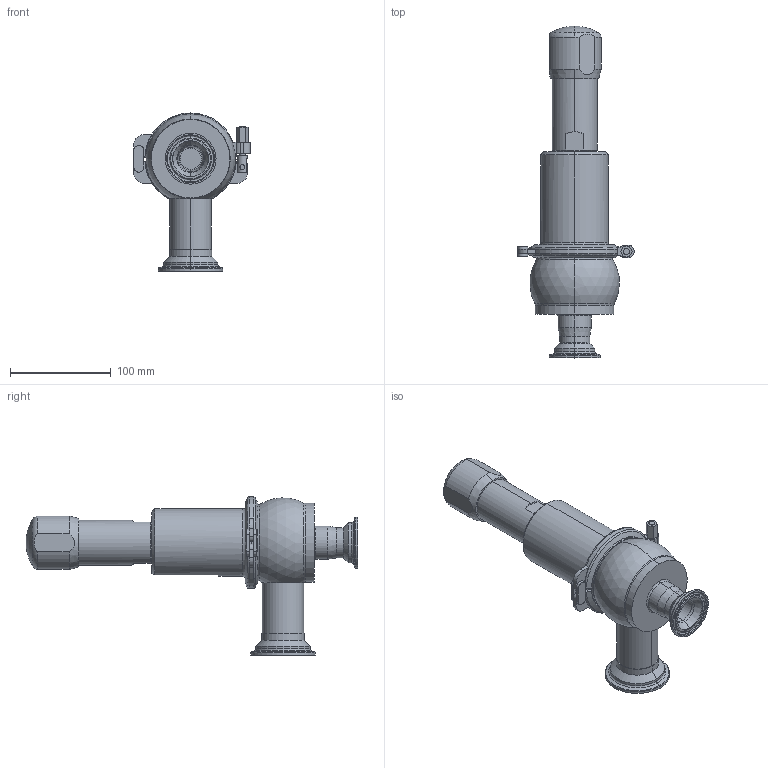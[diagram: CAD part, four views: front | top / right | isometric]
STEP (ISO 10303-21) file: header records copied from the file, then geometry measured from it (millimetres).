
FILE_DESCRIPTION((''),'2;1');
FILE_NAME('10000990070_G3D_000_ASM','2023-03-08T16:22:55',('SchmidtJ'),(''),'CREO PARAMETRIC BY PTC INC, 2020414','CREO PARAMETRIC BY PTC INC, 2020414','');
FILE_SCHEMA(('CONFIG_CONTROL_DESIGN'));
Length unit declared in the file: millimetre
Products named in the file (12): 10000613504_G3D_000; 10000512442_G3D_000; 10000538438_G3D_000; 10000613505_G3D_000; 10000595968_G3D_000; 10000613508_G3D_000; 10000613509_G3D_000; 10000613510_G3D_000; 10000613511_G3D_000; 10000613512_G3D_000; 10000613507_G3D_000_ASM; 10000990070_G3D_000_ASM
Assembly tree (12 placements, depth 3):
  10000990070_G3D_000_ASM
    10000613504_G3D_000
    10000512442_G3D_000
    10000538438_G3D_000
    10000613505_G3D_000
    10000595968_G3D_000
    10000613507_G3D_000_ASM
      10000613508_G3D_000
      10000613509_G3D_000
      10000613510_G3D_000  x2
      10000613511_G3D_000
      10000613512_G3D_000
Bounding box: 115.57 x 329.5 x 156.95 mm (x, y, z)
Volume: 538774.3 mm3; surface area: 161948.3 mm2
Topology: 11 solids, 11 shells, 298 faces, 660 edges, 404 vertices
Faces by surface type: cylinder 111, plane 84, cone 54, torus 42, sphere 7
Entity records: 8551 total; most frequent: CARTESIAN_POINT 1732, DIRECTION 1549, ORIENTED_EDGE 1268, AXIS2_PLACEMENT_3D 657, EDGE_CURVE 634, VERTEX_POINT 388, CIRCLE 341, EDGE_LOOP 326
